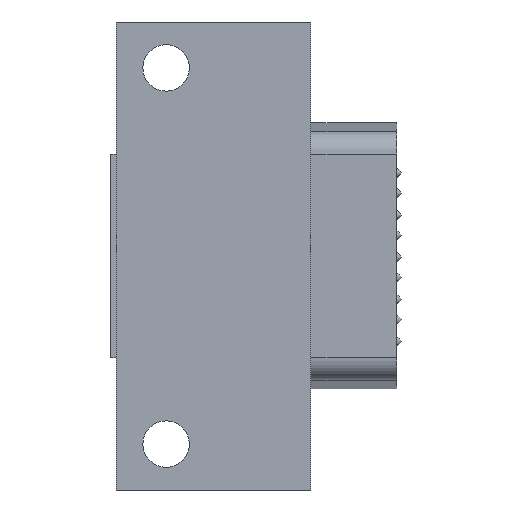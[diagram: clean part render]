
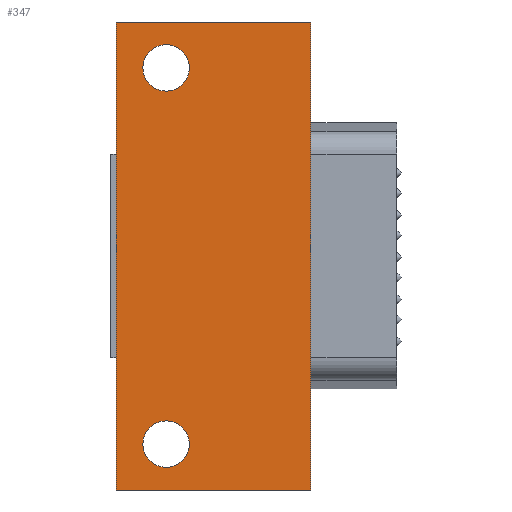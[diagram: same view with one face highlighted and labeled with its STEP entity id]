
A CAD part, front view. The second image highlights one B-rep face of the part: STEP entity #347.
In plain terms, the highlighted planar face has unit normal (0, -1, 0).
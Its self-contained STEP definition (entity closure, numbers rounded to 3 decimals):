
#283 = ORIENTED_EDGE ( 'NONE', *, *, #284, .T. ) ;
#284 = EDGE_CURVE ( 'NONE', #293, #292, #14017, .T. ) ;
#285 = ORIENTED_EDGE ( 'NONE', *, *, #291, .T. ) ;
#286 = EDGE_LOOP ( 'NONE', ( #287, #357 ) ) ;
#287 = ORIENTED_EDGE ( 'NONE', *, *, #356, .T. ) ;
#291 = EDGE_CURVE ( 'NONE', #292, #293, #14007, .T. ) ;
#292 = VERTEX_POINT ( 'NONE', #14002 ) ;
#293 = VERTEX_POINT ( 'NONE', #14001 ) ;
#305 = EDGE_CURVE ( 'NONE', #306, #307, #14023, .T. ) ;
#306 = VERTEX_POINT ( 'NONE', #14019 ) ;
#307 = VERTEX_POINT ( 'NONE', #14018 ) ;
#336 = VERTEX_POINT ( 'NONE', #14080 ) ;
#338 = EDGE_CURVE ( 'NONE', #339, #336, #14079, .T. ) ;
#339 = VERTEX_POINT ( 'NONE', #14142 ) ;
#347 = ADVANCED_FACE ( 'NONE', ( #14132, #14131, #14130 ), #14129, .F. ) ;
#348 = EDGE_LOOP ( 'NONE', ( #283, #285 ) ) ;
#352 = ORIENTED_EDGE ( 'NONE', *, *, #353, .T. ) ;
#353 = EDGE_CURVE ( 'NONE', #336, #10600, #14119, .T. ) ;
#354 = ORIENTED_EDGE ( 'NONE', *, *, #10654, .F. ) ;
#355 = ORIENTED_EDGE ( 'NONE', *, *, #360, .F. ) ;
#356 = EDGE_CURVE ( 'NONE', #307, #306, #14114, .T. ) ;
#357 = ORIENTED_EDGE ( 'NONE', *, *, #305, .T. ) ;
#358 = EDGE_LOOP ( 'NONE', ( #352, #354, #355, #361 ) ) ;
#360 = EDGE_CURVE ( 'NONE', #339, #10631, #14115, .T. ) ;
#361 = ORIENTED_EDGE ( 'NONE', *, *, #338, .T. ) ;
#8975 = CARTESIAN_POINT ( 'NONE',  ( 12.94, 0., 0. ) ) ;
#8997 = CARTESIAN_POINT ( 'NONE',  ( 12.94, 0., 31.1 ) ) ;
#9011 = CARTESIAN_POINT ( 'NONE',  ( 12.94, 0., 31.1 ) ) ;
#9012 = LINE ( 'NONE', #9011, #9077 ) ;
#9076 = DIRECTION ( 'NONE',  ( 0., 0., -1. ) ) ;
#9077 = VECTOR ( 'NONE', #9076, 1000. ) ;
#10600 = VERTEX_POINT ( 'NONE', #8975 ) ;
#10631 = VERTEX_POINT ( 'NONE', #8997 ) ;
#10654 = EDGE_CURVE ( 'NONE', #10631, #10600, #9012, .T. ) ;
#14001 = CARTESIAN_POINT ( 'NONE',  ( 1.775, 0., 28.05 ) ) ;
#14002 = CARTESIAN_POINT ( 'NONE',  ( 4.865, 0., 28.05 ) ) ;
#14003 = DIRECTION ( 'NONE',  ( -1., 0., 0. ) ) ;
#14004 = DIRECTION ( 'NONE',  ( 0., 1., 0. ) ) ;
#14005 = CARTESIAN_POINT ( 'NONE',  ( 3.32, 0., 28.05 ) ) ;
#14006 = AXIS2_PLACEMENT_3D ( 'NONE', #14005, #14004, #14003 ) ;
#14007 = CIRCLE ( 'NONE', #14006, 1.545 ) ;
#14013 = DIRECTION ( 'NONE',  ( -1., 0., 0. ) ) ;
#14014 = DIRECTION ( 'NONE',  ( 0., 1., 0. ) ) ;
#14015 = CARTESIAN_POINT ( 'NONE',  ( 3.32, 0., 28.05 ) ) ;
#14016 = AXIS2_PLACEMENT_3D ( 'NONE', #14015, #14014, #14013 ) ;
#14017 = CIRCLE ( 'NONE', #14016, 1.545 ) ;
#14018 = CARTESIAN_POINT ( 'NONE',  ( 1.775, 0., 3.05 ) ) ;
#14019 = CARTESIAN_POINT ( 'NONE',  ( 4.865, 0., 3.05 ) ) ;
#14020 = DIRECTION ( 'NONE',  ( -1., 0., 0. ) ) ;
#14021 = DIRECTION ( 'NONE',  ( 0., 1., 0. ) ) ;
#14022 = AXIS2_PLACEMENT_3D ( 'NONE', #14028, #14021, #14020 ) ;
#14023 = CIRCLE ( 'NONE', #14022, 1.545 ) ;
#14028 = CARTESIAN_POINT ( 'NONE',  ( 3.32, 0., 3.05 ) ) ;
#14078 = CARTESIAN_POINT ( 'NONE',  ( 0., 0., 31.1 ) ) ;
#14079 = LINE ( 'NONE', #14078, #14144 ) ;
#14080 = CARTESIAN_POINT ( 'NONE',  ( 0., 0., 0. ) ) ;
#14112 = CARTESIAN_POINT ( 'NONE',  ( 3.32, 0., 3.05 ) ) ;
#14113 = AXIS2_PLACEMENT_3D ( 'NONE', #14112, #14178, #14177 ) ;
#14114 = CIRCLE ( 'NONE', #14113, 1.545 ) ;
#14115 = LINE ( 'NONE', #14176, #14175 ) ;
#14116 = DIRECTION ( 'NONE',  ( 1., 0., 0. ) ) ;
#14117 = VECTOR ( 'NONE', #14116, 1000. ) ;
#14118 = CARTESIAN_POINT ( 'NONE',  ( 0., 0., 0. ) ) ;
#14119 = LINE ( 'NONE', #14118, #14117 ) ;
#14125 = DIRECTION ( 'NONE',  ( 0., 0., 1. ) ) ;
#14126 = DIRECTION ( 'NONE',  ( 0., 1., 0. ) ) ;
#14127 = CARTESIAN_POINT ( 'NONE',  ( 0., 0., 31.1 ) ) ;
#14128 = AXIS2_PLACEMENT_3D ( 'NONE', #14127, #14126, #14125 ) ;
#14129 = PLANE ( 'NONE',  #14128 ) ;
#14130 = FACE_OUTER_BOUND ( 'NONE', #358, .T. ) ;
#14131 = FACE_BOUND ( 'NONE', #286, .T. ) ;
#14132 = FACE_BOUND ( 'NONE', #348, .T. ) ;
#14142 = CARTESIAN_POINT ( 'NONE',  ( 0., 0., 31.1 ) ) ;
#14143 = DIRECTION ( 'NONE',  ( 0., 0., -1. ) ) ;
#14144 = VECTOR ( 'NONE', #14143, 1000. ) ;
#14174 = DIRECTION ( 'NONE',  ( 1., 0., 0. ) ) ;
#14175 = VECTOR ( 'NONE', #14174, 1000. ) ;
#14176 = CARTESIAN_POINT ( 'NONE',  ( 0., 0., 31.1 ) ) ;
#14177 = DIRECTION ( 'NONE',  ( -1., 0., 0. ) ) ;
#14178 = DIRECTION ( 'NONE',  ( 0., 1., 0. ) ) ;
